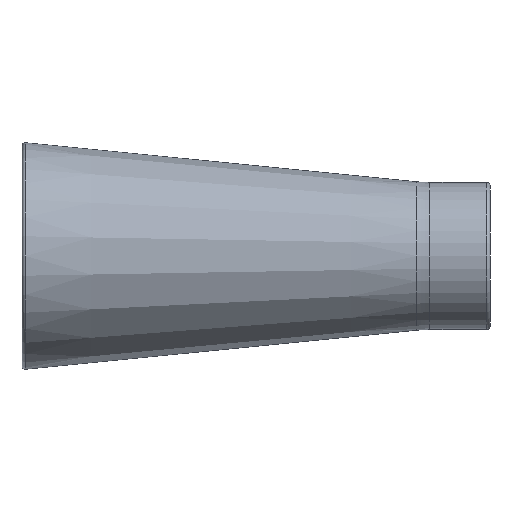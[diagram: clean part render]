
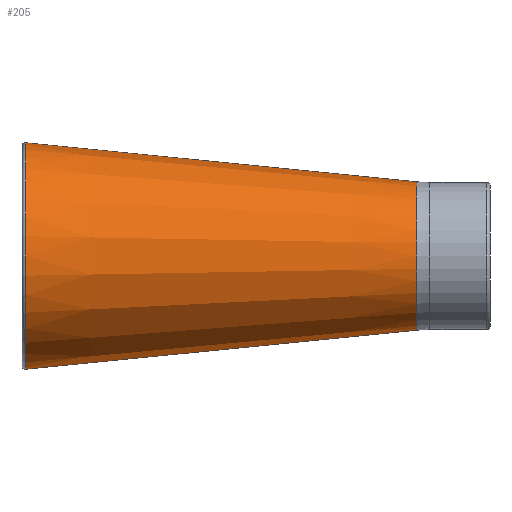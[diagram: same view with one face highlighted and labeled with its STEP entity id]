
A CAD part, left-side view. The second image highlights one B-rep face of the part: STEP entity #205.
In plain terms, the highlighted conical face has half-angle 5.711 degrees and reference radius 7.5 mm.
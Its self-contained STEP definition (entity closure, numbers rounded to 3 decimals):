
#1 = CARTESIAN_POINT ( 'NONE',  ( 0., 9.725, -8.473 ) ) ;
#4 = CARTESIAN_POINT ( 'NONE',  ( 0., 0., 7.5 ) ) ;
#18 = ORIENTED_EDGE ( 'NONE', *, *, #237, .T. ) ;
#19 = CARTESIAN_POINT ( 'NONE',  ( 0., -19.504, 5.55 ) ) ;
#23 = VERTEX_POINT ( 'NONE', #396 ) ;
#37 = VERTEX_POINT ( 'NONE', #1 ) ;
#39 = CARTESIAN_POINT ( 'NONE',  ( 0., 0., 0. ) ) ;
#60 = EDGE_CURVE ( 'NONE', #289, #37, #421, .T. ) ;
#80 = DIRECTION ( 'NONE',  ( 0., 1., 0. ) ) ;
#101 = EDGE_CURVE ( 'NONE', #226, #23, #102, .T. ) ;
#102 = LINE ( 'NONE', #4, #131 ) ;
#109 = AXIS2_PLACEMENT_3D ( 'NONE', #284, #80, #183 ) ;
#124 = ORIENTED_EDGE ( 'NONE', *, *, #60, .F. ) ;
#131 = VECTOR ( 'NONE', #242, 1000. ) ;
#149 = AXIS2_PLACEMENT_3D ( 'NONE', #253, #219, #349 ) ;
#164 = ORIENTED_EDGE ( 'NONE', *, *, #101, .T. ) ;
#167 = DIRECTION ( 'NONE',  ( 0., 0.995, -0.1 ) ) ;
#183 = DIRECTION ( 'NONE',  ( 0., 0., -1. ) ) ;
#201 = FACE_OUTER_BOUND ( 'NONE', #317, .T. ) ;
#205 = ADVANCED_FACE ( 'NONE', ( #201 ), #398, .T. ) ;
#211 = AXIS2_PLACEMENT_3D ( 'NONE', #39, #368, #307 ) ;
#219 = DIRECTION ( 'NONE',  ( 0., -1., 0. ) ) ;
#226 = VERTEX_POINT ( 'NONE', #19 ) ;
#237 = EDGE_CURVE ( 'NONE', #289, #226, #340, .T. ) ;
#242 = DIRECTION ( 'NONE',  ( 0., 0.995, 0.1 ) ) ;
#253 = CARTESIAN_POINT ( 'NONE',  ( 0., 9.725, 0. ) ) ;
#255 = ORIENTED_EDGE ( 'NONE', *, *, #257, .T. ) ;
#257 = EDGE_CURVE ( 'NONE', #23, #37, #383, .T. ) ;
#284 = CARTESIAN_POINT ( 'NONE',  ( 0., -19.504, 0. ) ) ;
#289 = VERTEX_POINT ( 'NONE', #354 ) ;
#291 = VECTOR ( 'NONE', #167, 1000. ) ;
#307 = DIRECTION ( 'NONE',  ( 0., 0., 1. ) ) ;
#317 = EDGE_LOOP ( 'NONE', ( #124, #18, #164, #255 ) ) ;
#337 = CARTESIAN_POINT ( 'NONE',  ( 0., 0., -7.5 ) ) ;
#340 = CIRCLE ( 'NONE', #109, 5.55 ) ;
#349 = DIRECTION ( 'NONE',  ( 0., 0., 1. ) ) ;
#354 = CARTESIAN_POINT ( 'NONE',  ( 0., -19.504, -5.55 ) ) ;
#368 = DIRECTION ( 'NONE',  ( 0., 1., 0. ) ) ;
#383 = CIRCLE ( 'NONE', #149, 8.473 ) ;
#396 = CARTESIAN_POINT ( 'NONE',  ( 0., 9.725, 8.473 ) ) ;
#398 = CONICAL_SURFACE ( 'NONE', #211, 7.5, 0.1 ) ;
#421 = LINE ( 'NONE', #337, #291 ) ;
